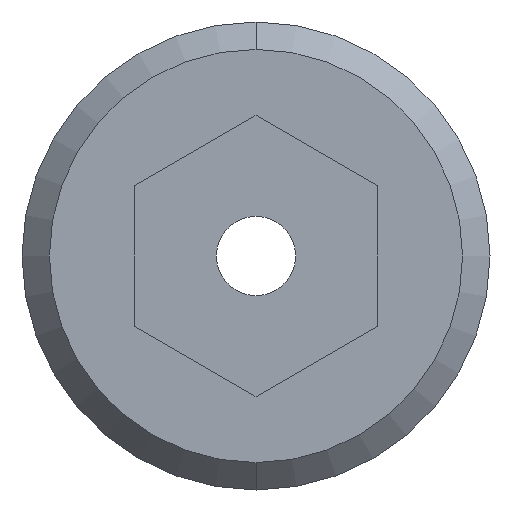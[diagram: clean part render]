
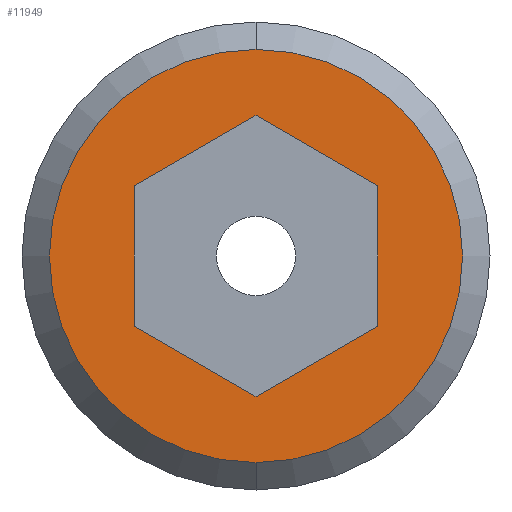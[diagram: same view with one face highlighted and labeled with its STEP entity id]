
A CAD part, left-side view. The second image highlights one B-rep face of the part: STEP entity #11949.
In plain terms, the highlighted planar face has unit normal (-1, 0, 0).
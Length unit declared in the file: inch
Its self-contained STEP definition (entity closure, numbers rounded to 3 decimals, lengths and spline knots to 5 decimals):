
#5684=CARTESIAN_POINT('',(-0.188,0.,0.));
#5685=DIRECTION('',(-1.,0.,0.));
#5686=DIRECTION('',(0.,1.,0.));
#5687=AXIS2_PLACEMENT_3D('',#5684,#5685,#5686);
#5702=DIRECTION('',(0.,0.5,0.866));
#5703=VECTOR('',#5702,0.09238);
#5704=CARTESIAN_POINT('',(-0.188,0.04619,-0.08));
#5705=LINE('',#5704,#5703);
#5706=DIRECTION('',(0.,1.,0.));
#5707=VECTOR('',#5706,0.09238);
#5708=CARTESIAN_POINT('',(-0.188,-0.04619,-0.08));
#5709=LINE('',#5708,#5707);
#5710=DIRECTION('',(0.,0.5,-0.866));
#5711=VECTOR('',#5710,0.09238);
#5712=CARTESIAN_POINT('',(-0.188,-0.09238,0.));
#5713=LINE('',#5712,#5711);
#5714=DIRECTION('',(0.,-0.5,-0.866));
#5715=VECTOR('',#5714,0.09238);
#5716=CARTESIAN_POINT('',(-0.188,-0.04619,0.08));
#5717=LINE('',#5716,#5715);
#5718=DIRECTION('',(0.,-1.,0.));
#5719=VECTOR('',#5718,0.09238);
#5720=CARTESIAN_POINT('',(-0.188,0.04619,0.08));
#5721=LINE('',#5720,#5719);
#5722=DIRECTION('',(0.,-0.5,0.866));
#5723=VECTOR('',#5722,0.09238);
#5724=CARTESIAN_POINT('',(-0.188,0.09238,0.));
#5725=LINE('',#5724,#5723);
#5726=CARTESIAN_POINT('',(-0.188,0.,0.));
#5727=DIRECTION('',(1.,0.,0.));
#5728=DIRECTION('',(0.,1.,0.));
#5729=AXIS2_PLACEMENT_3D('',#5726,#5727,#5728);
#6074=CARTESIAN_POINT('',(-0.188,0.13575,0.));
#6075=CARTESIAN_POINT('',(-0.188,-0.13575,0.));
#6076=VERTEX_POINT('',#6074);
#6077=VERTEX_POINT('',#6075);
#6094=CARTESIAN_POINT('',(-0.188,0.04619,-0.08));
#6095=CARTESIAN_POINT('',(-0.188,0.09238,0.));
#6096=VERTEX_POINT('',#6094);
#6097=VERTEX_POINT('',#6095);
#6098=CARTESIAN_POINT('',(-0.188,-0.04619,-0.08));
#6099=VERTEX_POINT('',#6098);
#6100=CARTESIAN_POINT('',(-0.188,-0.09238,0.));
#6101=VERTEX_POINT('',#6100);
#6102=CARTESIAN_POINT('',(-0.188,-0.04619,0.08));
#6103=VERTEX_POINT('',#6102);
#6104=CARTESIAN_POINT('',(-0.188,0.04619,0.08));
#6105=VERTEX_POINT('',#6104);
#11925=CARTESIAN_POINT('',(-0.188,0.,0.));
#11926=DIRECTION('',(1.,0.,0.));
#11927=DIRECTION('',(0.,-1.,0.));
#11928=AXIS2_PLACEMENT_3D('',#11925,#11926,#11927);
#11929=PLANE('',#11928);
#11930=ORIENTED_EDGE('',*,*,#11915,.F.);
#11932=ORIENTED_EDGE('',*,*,#11931,.T.);
#11933=EDGE_LOOP('',(#11930,#11932));
#11934=FACE_OUTER_BOUND('',#11933,.F.);
#11936=ORIENTED_EDGE('',*,*,#11935,.F.);
#11938=ORIENTED_EDGE('',*,*,#11937,.F.);
#11940=ORIENTED_EDGE('',*,*,#11939,.F.);
#11942=ORIENTED_EDGE('',*,*,#11941,.F.);
#11944=ORIENTED_EDGE('',*,*,#11943,.F.);
#11946=ORIENTED_EDGE('',*,*,#11945,.F.);
#11947=EDGE_LOOP('',(#11936,#11938,#11940,#11942,#11944,#11946));
#11948=FACE_BOUND('',#11947,.F.);
#5688=CIRCLE('',#5687,0.13575);
#5730=CIRCLE('',#5729,0.13575);
#11915=EDGE_CURVE('',#6076,#6077,#5688,.T.);
#11931=EDGE_CURVE('',#6076,#6077,#5730,.T.);
#11935=EDGE_CURVE('',#6096,#6097,#5705,.T.);
#11937=EDGE_CURVE('',#6099,#6096,#5709,.T.);
#11939=EDGE_CURVE('',#6101,#6099,#5713,.T.);
#11941=EDGE_CURVE('',#6103,#6101,#5717,.T.);
#11943=EDGE_CURVE('',#6105,#6103,#5721,.T.);
#11945=EDGE_CURVE('',#6097,#6105,#5725,.T.);
#11949=ADVANCED_FACE('',(#11934,#11948),#11929,.F.);
